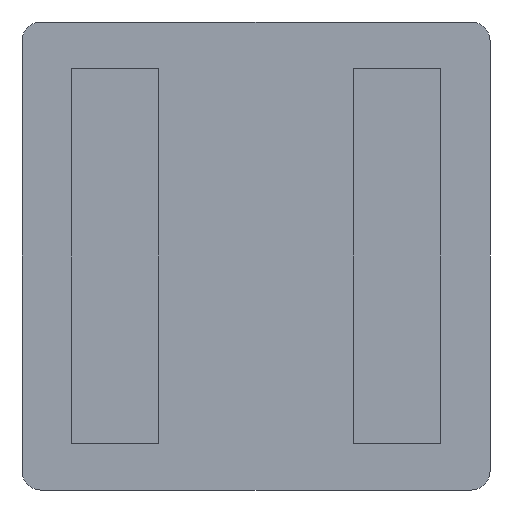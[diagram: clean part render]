
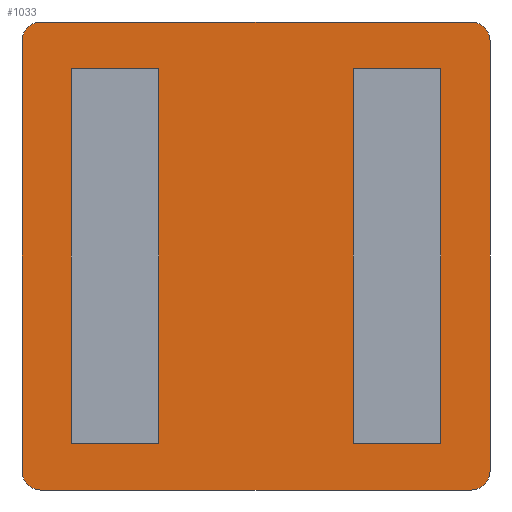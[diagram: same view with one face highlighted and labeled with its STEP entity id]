
A CAD part, front view. The second image highlights one B-rep face of the part: STEP entity #1033.
In plain terms, the highlighted planar face has unit normal (0, -1, 0).
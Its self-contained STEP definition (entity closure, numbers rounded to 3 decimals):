
#24 = EDGE_CURVE ( 'NONE', #736, #934, #1119, .T. ) ;
#28 = CARTESIAN_POINT ( 'NONE',  ( -3.45, 0.08, -3.75 ) ) ;
#30 = VERTEX_POINT ( 'NONE', #316 ) ;
#34 = EDGE_CURVE ( 'NONE', #826, #1069, #120, .T. ) ;
#41 = DIRECTION ( 'NONE',  ( 0., -1., 0. ) ) ;
#42 = VECTOR ( 'NONE', #809, 1000. ) ;
#94 = CIRCLE ( 'NONE', #882, 0.3 ) ;
#112 = EDGE_CURVE ( 'NONE', #1069, #663, #94, .T. ) ;
#115 = AXIS2_PLACEMENT_3D ( 'NONE', #642, #1002, #1184 ) ;
#118 = AXIS2_PLACEMENT_3D ( 'NONE', #873, #495, #819 ) ;
#120 = LINE ( 'NONE', #867, #396 ) ;
#133 = DIRECTION ( 'NONE',  ( 0., 0., 1. ) ) ;
#154 = LINE ( 'NONE', #834, #42 ) ;
#184 = CARTESIAN_POINT ( 'NONE',  ( -3.75, 0.08, 3.45 ) ) ;
#189 = LINE ( 'NONE', #1046, #749 ) ;
#238 = DIRECTION ( 'NONE',  ( 0., 1., 0. ) ) ;
#252 = CARTESIAN_POINT ( 'NONE',  ( 3.75, 0.08, -3.45 ) ) ;
#279 = CARTESIAN_POINT ( 'NONE',  ( 3.75, 0.08, 3.45 ) ) ;
#316 = CARTESIAN_POINT ( 'NONE',  ( 3.45, 0.08, -3.75 ) ) ;
#320 = ORIENTED_EDGE ( 'NONE', *, *, #24, .T. ) ;
#331 = DIRECTION ( 'NONE',  ( 0., 0., 1. ) ) ;
#381 = ORIENTED_EDGE ( 'NONE', *, *, #836, .T. ) ;
#396 = VECTOR ( 'NONE', #133, 1000. ) ;
#399 = CIRCLE ( 'NONE', #118, 0.3 ) ;
#412 = AXIS2_PLACEMENT_3D ( 'NONE', #772, #41, #972 ) ;
#419 = VERTEX_POINT ( 'NONE', #958 ) ;
#458 = AXIS2_PLACEMENT_3D ( 'NONE', #1172, #238, #1189 ) ;
#495 = DIRECTION ( 'NONE',  ( 0., -1., 0. ) ) ;
#498 = PLANE ( 'NONE',  #458 ) ;
#580 = DIRECTION ( 'NONE',  ( 0., 0., -1. ) ) ;
#585 = ORIENTED_EDGE ( 'NONE', *, *, #647, .T. ) ;
#619 = FACE_OUTER_BOUND ( 'NONE', #966, .T. ) ;
#622 = DIRECTION ( 'NONE',  ( 0., -1., 0. ) ) ;
#639 = CARTESIAN_POINT ( 'NONE',  ( -3.45, 0.08, -3.75 ) ) ;
#642 = CARTESIAN_POINT ( 'NONE',  ( -3.45, 0.08, 3.45 ) ) ;
#645 = LINE ( 'NONE', #639, #994 ) ;
#647 = EDGE_CURVE ( 'NONE', #419, #784, #652, .T. ) ;
#652 = CIRCLE ( 'NONE', #115, 0.3 ) ;
#663 = VERTEX_POINT ( 'NONE', #917 ) ;
#736 = VERTEX_POINT ( 'NONE', #827 ) ;
#749 = VECTOR ( 'NONE', #580, 1000. ) ;
#757 = ORIENTED_EDGE ( 'NONE', *, *, #898, .T. ) ;
#772 = CARTESIAN_POINT ( 'NONE',  ( -3.45, 0.08, -3.45 ) ) ;
#773 = ORIENTED_EDGE ( 'NONE', *, *, #1061, .T. ) ;
#784 = VERTEX_POINT ( 'NONE', #184 ) ;
#809 = DIRECTION ( 'NONE',  ( -1., 0., 0. ) ) ;
#819 = DIRECTION ( 'NONE',  ( 0., 0., 1. ) ) ;
#826 = VERTEX_POINT ( 'NONE', #252 ) ;
#827 = CARTESIAN_POINT ( 'NONE',  ( -3.75, 0.08, -3.45 ) ) ;
#834 = CARTESIAN_POINT ( 'NONE',  ( -3.45, 0.08, 3.75 ) ) ;
#836 = EDGE_CURVE ( 'NONE', #934, #30, #645, .T. ) ;
#858 = ORIENTED_EDGE ( 'NONE', *, *, #1111, .T. ) ;
#867 = CARTESIAN_POINT ( 'NONE',  ( 3.75, 0.08, 3.45 ) ) ;
#873 = CARTESIAN_POINT ( 'NONE',  ( 3.45, 0.08, -3.45 ) ) ;
#882 = AXIS2_PLACEMENT_3D ( 'NONE', #980, #622, #331 ) ;
#898 = EDGE_CURVE ( 'NONE', #30, #826, #399, .T. ) ;
#917 = CARTESIAN_POINT ( 'NONE',  ( 3.45, 0.08, 3.75 ) ) ;
#934 = VERTEX_POINT ( 'NONE', #28 ) ;
#957 = ORIENTED_EDGE ( 'NONE', *, *, #34, .T. ) ;
#958 = CARTESIAN_POINT ( 'NONE',  ( -3.45, 0.08, 3.75 ) ) ;
#966 = EDGE_LOOP ( 'NONE', ( #320, #381, #757, #957, #974, #773, #585, #858 ) ) ;
#972 = DIRECTION ( 'NONE',  ( 0., 0., 1. ) ) ;
#974 = ORIENTED_EDGE ( 'NONE', *, *, #112, .T. ) ;
#980 = CARTESIAN_POINT ( 'NONE',  ( 3.45, 0.08, 3.45 ) ) ;
#994 = VECTOR ( 'NONE', #1125, 1000. ) ;
#1002 = DIRECTION ( 'NONE',  ( 0., -1., 0. ) ) ;
#1033 = ADVANCED_FACE ( 'NONE', ( #619 ), #498, .F. ) ;
#1046 = CARTESIAN_POINT ( 'NONE',  ( -3.75, 0.08, 3.45 ) ) ;
#1061 = EDGE_CURVE ( 'NONE', #663, #419, #154, .T. ) ;
#1069 = VERTEX_POINT ( 'NONE', #279 ) ;
#1111 = EDGE_CURVE ( 'NONE', #784, #736, #189, .T. ) ;
#1119 = CIRCLE ( 'NONE', #412, 0.3 ) ;
#1125 = DIRECTION ( 'NONE',  ( 1., 0., 0. ) ) ;
#1172 = CARTESIAN_POINT ( 'NONE',  ( 0., 0.08, 0. ) ) ;
#1184 = DIRECTION ( 'NONE',  ( 0., 0., 1. ) ) ;
#1189 = DIRECTION ( 'NONE',  ( 0., 0., 1. ) ) ;
